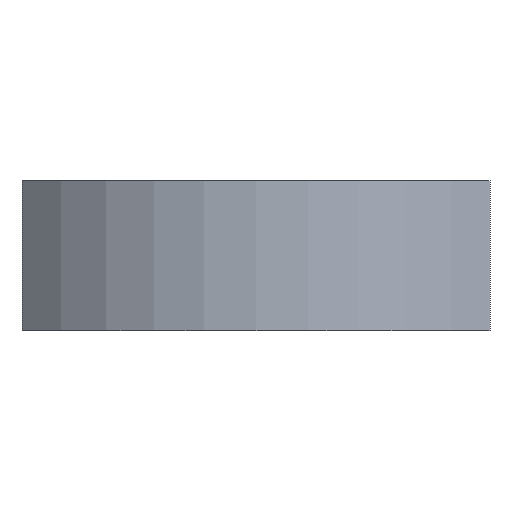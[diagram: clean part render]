
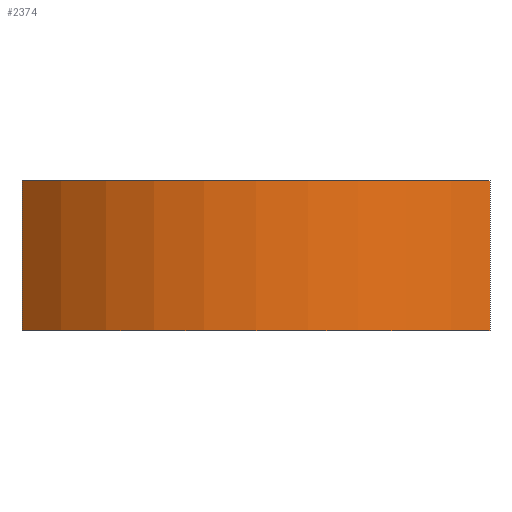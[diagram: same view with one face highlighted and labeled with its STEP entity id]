
A CAD part, left-side view. The second image highlights one B-rep face of the part: STEP entity #2374.
In plain terms, the highlighted cylindrical face has radius 11 mm (diameter 22 mm), a partial arc.
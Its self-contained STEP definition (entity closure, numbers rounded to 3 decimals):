
#177=FACE_OUTER_BOUND('',#304,.T.);
#304=EDGE_LOOP('',(#1708,#1709,#1710,#1711));
#457=LINE('',#3426,#737);
#458=LINE('',#3429,#738);
#737=VECTOR('',#2796,10.);
#738=VECTOR('',#2799,10.);
#991=CIRCLE('',#2538,11.);
#992=CIRCLE('',#2539,11.);
#1061=VERTEX_POINT('',#3422);
#1062=VERTEX_POINT('',#3423);
#1063=VERTEX_POINT('',#3425);
#1064=VERTEX_POINT('',#3427);
#1317=EDGE_CURVE('',#1061,#1062,#991,.T.);
#1318=EDGE_CURVE('',#1062,#1063,#457,.T.);
#1319=EDGE_CURVE('',#1064,#1063,#992,.T.);
#1320=EDGE_CURVE('',#1061,#1064,#458,.T.);
#1708=ORIENTED_EDGE('',*,*,#1317,.T.);
#1709=ORIENTED_EDGE('',*,*,#1318,.T.);
#1710=ORIENTED_EDGE('',*,*,#1319,.F.);
#1711=ORIENTED_EDGE('',*,*,#1320,.F.);
#2335=CYLINDRICAL_SURFACE('',#2537,11.);
#2374=ADVANCED_FACE('',(#177),#2335,.T.);
#2537=AXIS2_PLACEMENT_3D('',#3421,#2792,#2793);
#2538=AXIS2_PLACEMENT_3D('',#3424,#2794,#2795);
#2539=AXIS2_PLACEMENT_3D('',#3428,#2797,#2798);
#2792=DIRECTION('center_axis',(0.,0.,1.));
#2793=DIRECTION('ref_axis',(-0.705,0.709,0.));
#2794=DIRECTION('center_axis',(0.,0.,1.));
#2795=DIRECTION('ref_axis',(-0.705,0.709,0.));
#2796=DIRECTION('',(0.,0.,1.));
#2797=DIRECTION('center_axis',(0.,0.,1.));
#2798=DIRECTION('ref_axis',(-0.705,0.709,0.));
#2799=DIRECTION('',(0.,0.,1.));
#3421=CARTESIAN_POINT('Origin',(-2.,0.,0.));
#3422=CARTESIAN_POINT('',(-9.756,7.8,0.));
#3423=CARTESIAN_POINT('',(-9.756,-7.8,0.));
#3424=CARTESIAN_POINT('Origin',(-2.,0.,0.));
#3425=CARTESIAN_POINT('',(-9.756,-7.8,5.));
#3426=CARTESIAN_POINT('',(-9.756,-7.8,0.));
#3427=CARTESIAN_POINT('',(-9.756,7.8,5.));
#3428=CARTESIAN_POINT('Origin',(-2.,0.,5.));
#3429=CARTESIAN_POINT('',(-9.756,7.8,0.));
